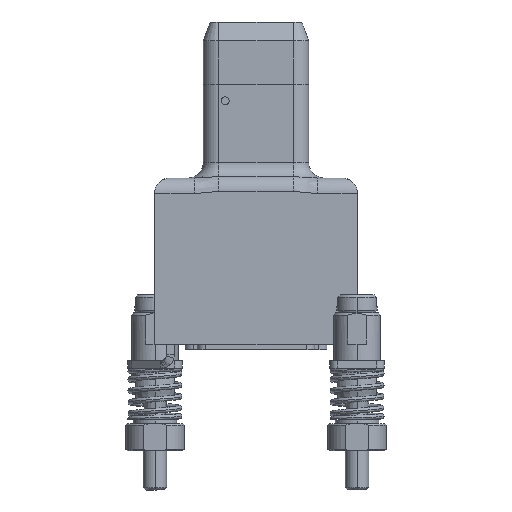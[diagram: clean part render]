
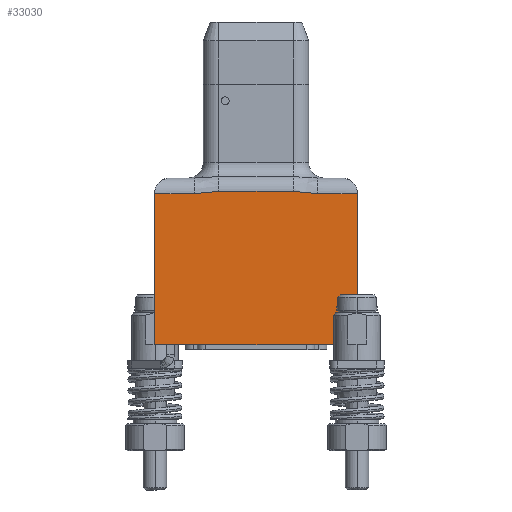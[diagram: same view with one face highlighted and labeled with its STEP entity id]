
A CAD part, front view. The second image highlights one B-rep face of the part: STEP entity #33030.
In plain terms, the highlighted planar face has unit normal (0, -1, 0).
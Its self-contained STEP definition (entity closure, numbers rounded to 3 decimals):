
#362 = LINE ( 'NONE', #24305, #31403 ) ;
#407 = VECTOR ( 'NONE', #5713, 1000. ) ;
#643 = VECTOR ( 'NONE', #11328, 1000. ) ;
#2757 = CARTESIAN_POINT ( 'NONE',  ( -13., -6.8, 17. ) ) ;
#2908 = CARTESIAN_POINT ( 'NONE',  ( 4.75, -6.8, 17.292 ) ) ;
#3531 = VERTEX_POINT ( 'NONE', #19006 ) ;
#4397 = LINE ( 'NONE', #2757, #407 ) ;
#5713 = DIRECTION ( 'NONE',  ( -1., 0., 0. ) ) ;
#6512 = DIRECTION ( 'NONE',  ( 0., 1., 0. ) ) ;
#7178 = VECTOR ( 'NONE', #14859, 1000. ) ;
#7825 = CARTESIAN_POINT ( 'NONE',  ( -5.013, -6.8, 17.292 ) ) ;
#8266 = VERTEX_POINT ( 'NONE', #15366 ) ;
#8338 = EDGE_CURVE ( 'NONE', #3531, #25341, #28541, .T. ) ;
#8717 = VERTEX_POINT ( 'NONE', #25970 ) ;
#8926 = ORIENTED_EDGE ( 'NONE', *, *, #30443, .T. ) ;
#9853 = LINE ( 'NONE', #12349, #20051 ) ;
#10116 = CARTESIAN_POINT ( 'NONE',  ( 13., -6.8, 17. ) ) ;
#10555 = CARTESIAN_POINT ( 'NONE',  ( -5.274, -6.8, 17.274 ) ) ;
#11328 = DIRECTION ( 'NONE',  ( 1., 0., 0. ) ) ;
#11987 = CARTESIAN_POINT ( 'NONE',  ( -13., -6.8, -2.4 ) ) ;
#12149 = DIRECTION ( 'NONE',  ( 0., 0., 1. ) ) ;
#12349 = CARTESIAN_POINT ( 'NONE',  ( -13., -6.8, 17. ) ) ;
#12437 = PLANE ( 'NONE',  #16787 ) ;
#12979 = CARTESIAN_POINT ( 'NONE',  ( 6.828, -6.8, 17.066 ) ) ;
#13101 = CARTESIAN_POINT ( 'NONE',  ( 7.872, -6.8, 17. ) ) ;
#13396 = CARTESIAN_POINT ( 'NONE',  ( -5.794, -6.8, 17.217 ) ) ;
#13891 = ORIENTED_EDGE ( 'NONE', *, *, #33896, .T. ) ;
#13992 = CARTESIAN_POINT ( 'NONE',  ( -13., -6.8, 17. ) ) ;
#14650 = VERTEX_POINT ( 'NONE', #10116 ) ;
#14859 = DIRECTION ( 'NONE',  ( 0., 0., -1. ) ) ;
#15364 = EDGE_LOOP ( 'NONE', ( #26119, #20950, #33442, #13891, #35407, #20878, #8926, #16279 ) ) ;
#15366 = CARTESIAN_POINT ( 'NONE',  ( -13., -6.8, -2.4 ) ) ;
#15881 = DIRECTION ( 'NONE',  ( -1., 0., 0. ) ) ;
#16256 = EDGE_CURVE ( 'NONE', #14650, #3531, #4397, .T. ) ;
#16279 = ORIENTED_EDGE ( 'NONE', *, *, #30096, .T. ) ;
#16281 = CARTESIAN_POINT ( 'NONE',  ( -7.349, -6.8, 17. ) ) ;
#16787 = AXIS2_PLACEMENT_3D ( 'NONE', #23496, #6512, #32298 ) ;
#16788 = CARTESIAN_POINT ( 'NONE',  ( -7.872, -6.8, 17. ) ) ;
#16929 = CARTESIAN_POINT ( 'NONE',  ( -13., -6.8, -2.4 ) ) ;
#19006 = CARTESIAN_POINT ( 'NONE',  ( 7.872, -6.8, 17. ) ) ;
#19172 = LINE ( 'NONE', #11987, #7178 ) ;
#19638 = VERTEX_POINT ( 'NONE', #22788 ) ;
#19911 = VERTEX_POINT ( 'NONE', #16788 ) ;
#20051 = VECTOR ( 'NONE', #23531, 1000. ) ;
#20392 = LINE ( 'NONE', #29192, #24820 ) ;
#20748 = VERTEX_POINT ( 'NONE', #13992 ) ;
#20878 = ORIENTED_EDGE ( 'NONE', *, *, #24322, .T. ) ;
#20950 = ORIENTED_EDGE ( 'NONE', *, *, #16256, .T. ) ;
#21561 = CARTESIAN_POINT ( 'NONE',  ( 7.347, -6.8, 17. ) ) ;
#22788 = CARTESIAN_POINT ( 'NONE',  ( 13., -6.8, -2.4 ) ) ;
#23496 = CARTESIAN_POINT ( 'NONE',  ( 0., -6.8, 0. ) ) ;
#23531 = DIRECTION ( 'NONE',  ( -1., 0., 0. ) ) ;
#24285 = CARTESIAN_POINT ( 'NONE',  ( 5.792, -6.8, 17.217 ) ) ;
#24305 = CARTESIAN_POINT ( 'NONE',  ( 0., -6.8, 17.292 ) ) ;
#24322 = EDGE_CURVE ( 'NONE', #19911, #20748, #9853, .T. ) ;
#24565 = CARTESIAN_POINT ( 'NONE',  ( -6.052, -6.8, 17.178 ) ) ;
#24820 = VECTOR ( 'NONE', #12149, 1000. ) ;
#25341 = VERTEX_POINT ( 'NONE', #2908 ) ;
#25970 = CARTESIAN_POINT ( 'NONE',  ( -4.75, -6.8, 17.292 ) ) ;
#26071 = FACE_OUTER_BOUND ( 'NONE', #15364, .T. ) ;
#26119 = ORIENTED_EDGE ( 'NONE', *, *, #31837, .T. ) ;
#27132 = CARTESIAN_POINT ( 'NONE',  ( 5.273, -6.8, 17.274 ) ) ;
#27553 = CARTESIAN_POINT ( 'NONE',  ( -4.75, -6.8, 17.292 ) ) ;
#28541 = B_SPLINE_CURVE_WITH_KNOTS ( 'NONE', 3,
 ( #13101, #21561, #12979, #35840, #24285, #27132, #30035, #32713 ),
 .UNSPECIFIED., .F., .F.,
 ( 4, 2, 2, 4 ),
 ( 0., 0.002, 0.002, 0.003 ),
 .UNSPECIFIED. ) ;
#29192 = CARTESIAN_POINT ( 'NONE',  ( 13., -6.8, -2.4 ) ) ;
#30035 = CARTESIAN_POINT ( 'NONE',  ( 5.012, -6.8, 17.292 ) ) ;
#30096 = EDGE_CURVE ( 'NONE', #8266, #19638, #32088, .T. ) ;
#30290 = EDGE_CURVE ( 'NONE', #8717, #19911, #30663, .T. ) ;
#30443 = EDGE_CURVE ( 'NONE', #20748, #8266, #19172, .T. ) ;
#30663 = B_SPLINE_CURVE_WITH_KNOTS ( 'NONE', 3,
 ( #27553, #7825, #10555, #13396, #24565, #33240, #16281, #36128 ),
 .UNSPECIFIED., .F., .F.,
 ( 4, 2, 2, 4 ),
 ( 0., 0.001, 0.002, 0.003 ),
 .UNSPECIFIED. ) ;
#31403 = VECTOR ( 'NONE', #15881, 1000. ) ;
#31837 = EDGE_CURVE ( 'NONE', #19638, #14650, #20392, .T. ) ;
#32088 = LINE ( 'NONE', #16929, #643 ) ;
#32298 = DIRECTION ( 'NONE',  ( 0., 0., 1. ) ) ;
#32713 = CARTESIAN_POINT ( 'NONE',  ( 4.75, -6.8, 17.292 ) ) ;
#33030 = ADVANCED_FACE ( 'NONE', ( #26071 ), #12437, .F. ) ;
#33240 = CARTESIAN_POINT ( 'NONE',  ( -6.829, -6.8, 17.066 ) ) ;
#33442 = ORIENTED_EDGE ( 'NONE', *, *, #8338, .T. ) ;
#33896 = EDGE_CURVE ( 'NONE', #25341, #8717, #362, .T. ) ;
#35407 = ORIENTED_EDGE ( 'NONE', *, *, #30290, .T. ) ;
#35840 = CARTESIAN_POINT ( 'NONE',  ( 6.051, -6.8, 17.179 ) ) ;
#36128 = CARTESIAN_POINT ( 'NONE',  ( -7.872, -6.8, 17. ) ) ;
